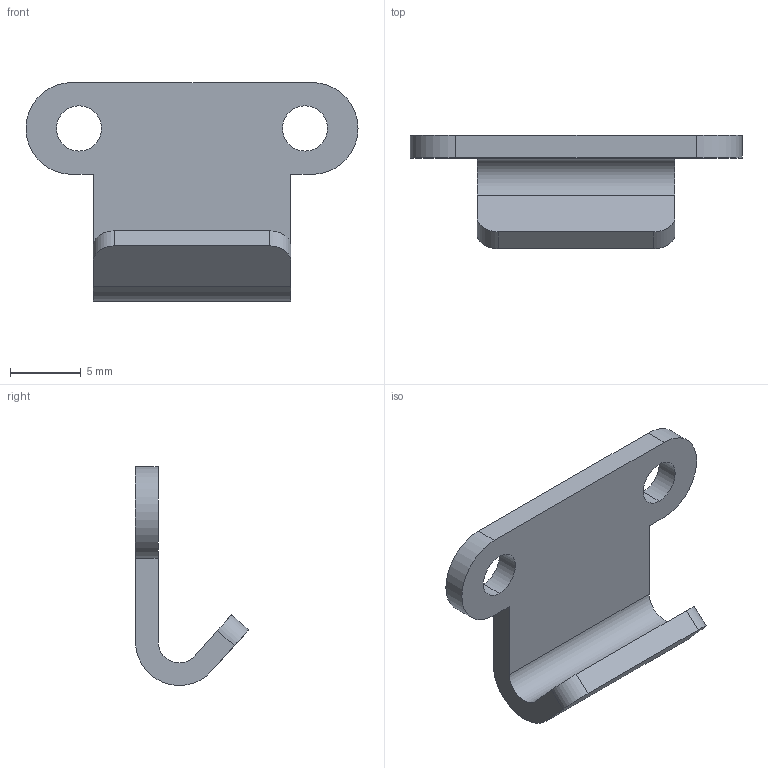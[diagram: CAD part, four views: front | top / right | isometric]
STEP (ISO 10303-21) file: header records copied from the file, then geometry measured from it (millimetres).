
FILE_DESCRIPTION( (''), '2;1');
FILE_NAME ('PC008.10740.TL_176Z_2_14907.stp','2022-11-01T15:23:56',(''),(''),'spGate 18.9.1 (****-****-****-****)','','');
FILE_SCHEMA (('AUTOMOTIVE_DESIGN'));
Length unit declared in the file: millimetre
Bounding box: 23.5 x 8 x 15.5 mm (x, y, z)
Volume: 546.1 mm3; surface area: 848.9 mm2
Topology: 1 solids, 1 shells, 20 faces, 54 edges, 36 vertices
Faces by surface type: cylinder 10, plane 10
Entity records: 1085 total; most frequent: CARTESIAN_POINT 114, DIRECTION 110, ORIENTED_EDGE 108, COLOUR_RGB 75, PRESENTATION_STYLE_ASSIGNMENT 75, STYLED_ITEM 75, EDGE_CURVE 54, DRAUGHTING_PRE_DEFINED_CURVE_FONT 54
